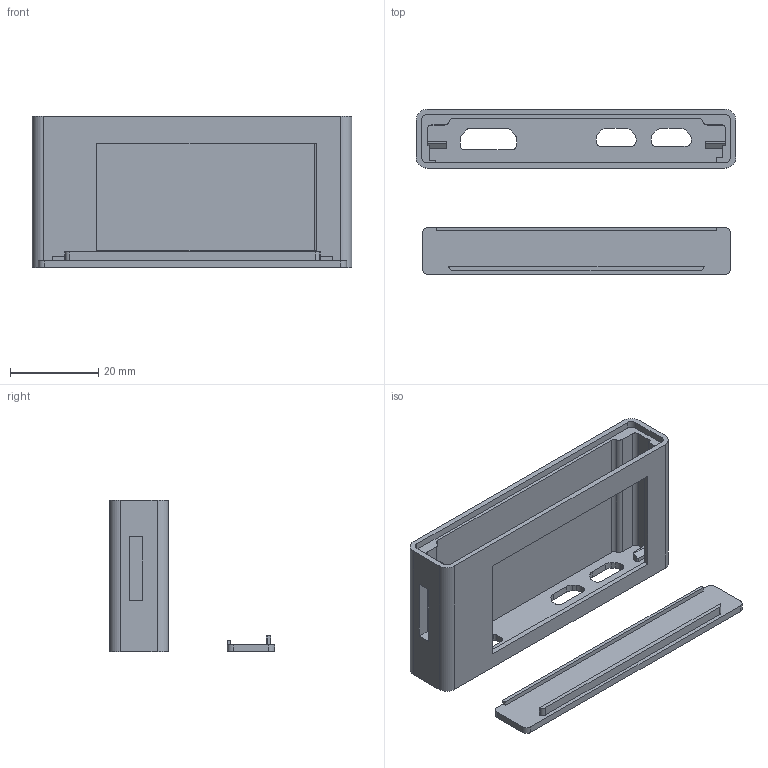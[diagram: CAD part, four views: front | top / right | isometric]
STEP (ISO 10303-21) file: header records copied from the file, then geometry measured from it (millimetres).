
FILE_DESCRIPTION(/* description */ (''),/* implementation_level */ '2;1');
FILE_NAME(/* name */ 'pwnagotchi-waveshare-slim.step',/* time_stamp */ '2019-11-13T15:13:52+07:00',/* author */ (''),/* organization */ (''),/* preprocessor_version */ 'ST-DEVELOPER v18',/* originating_system */ 'Autodesk Translation Framework v8.9.1.1155',/* authorisation */ '');
FILE_SCHEMA (('AUTOMOTIVE_DESIGN { 1 0 10303 214 3 1 1 }'));
Length unit declared in the file: millimetre
Products named in the file (3): Pwnagotchi Mk. 2; Lid Slim; Case WS Slim
Assembly tree (2 placements, depth 2):
  Pwnagotchi Mk. 2
    Lid Slim
    Case WS Slim
Bounding box: 72.49 x 37.46 x 34.34 mm (x, y, z)
Volume: 10724.6 mm3; surface area: 12460.8 mm2
Topology: 2 solids, 2 shells, 118 faces, 339 edges, 226 vertices
Faces by surface type: plane 74, cylinder 44
Entity records: 3985 total; most frequent: CARTESIAN_POINT 688, ORIENTED_EDGE 678, DIRECTION 675, EDGE_CURVE 339, LINE 249, VECTOR 249, VERTEX_POINT 226, AXIS2_PLACEMENT_3D 213
